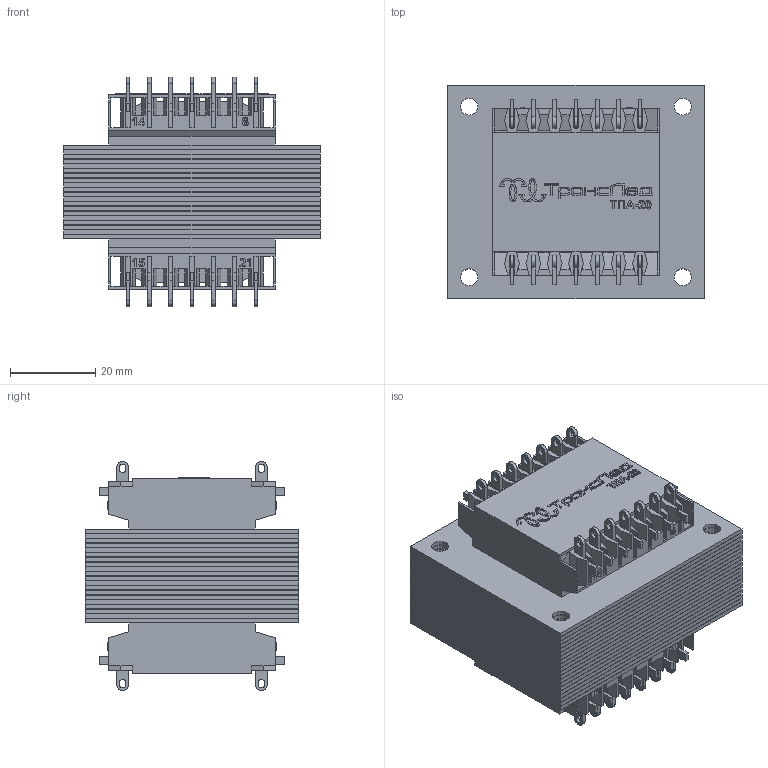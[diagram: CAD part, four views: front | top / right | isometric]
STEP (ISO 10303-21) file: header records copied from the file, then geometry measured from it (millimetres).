
FILE_DESCRIPTION(/* description */ (''),/* implementation_level */ '2;1');
FILE_NAME(/* name */ 'TPA-20.step',/* time_stamp */ '2022-10-24T10:51:29+03:00',/* author */ (''),/* organization */ (''),/* preprocessor_version */ 'ST-DEVELOPER v19.2',/* originating_system */ 'Autodesk Translation Framework v11.17.0.187',/* authorisation */ '');
FILE_SCHEMA (('AUTOMOTIVE_DESIGN { 1 0 10303 214 3 1 1 }'));
Products named in the file (1): TPA-20
Bounding box: 60 x 50 x 53.7 mm (x, y, z)
Volume: 77935 mm3; surface area: 111725.4 mm2
Topology: 80 solids, 80 shells, 1734 faces, 4796 edges, 3160 vertices
Faces by surface type: plane 1202, bspline 362, cylinder 170
Full cylindrical faces by diameter (mm): 4 x80
Entity records: 57474 total; most frequent: CARTESIAN_POINT 15157, ORIENTED_EDGE 9592, DIRECTION 7178, EDGE_CURVE 4796, LINE 3732, VECTOR 3732, VERTEX_POINT 3160, EDGE_LOOP 2016
